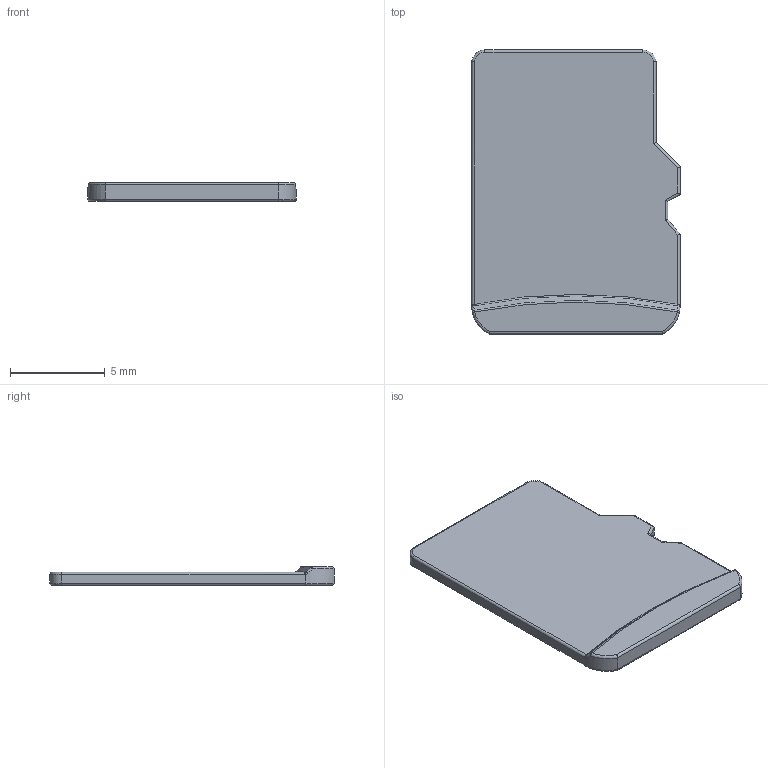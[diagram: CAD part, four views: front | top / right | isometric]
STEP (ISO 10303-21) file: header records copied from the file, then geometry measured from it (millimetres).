
FILE_DESCRIPTION(/* description */ (''),/* implementation_level */ '2;1');
FILE_NAME(/* name */ 'MicroSD-Card.step',/* time_stamp */ '2023-04-27T19:03:02-07:00',/* author */ (''),/* organization */ (''),/* preprocessor_version */ 'ST-DEVELOPER v19.2',/* originating_system */ 'Autodesk Translation Framework v12.4.0.73',/* authorisation */ '');
FILE_SCHEMA (('AUTOMOTIVE_DESIGN { 1 0 10303 214 3 1 1 }'));
Length unit declared in the file: millimetre
Products named in the file (1): MicroSD-Card
Bounding box: 11.01 x 15 x 1 mm (x, y, z)
Volume: 114.3 mm3; surface area: 346.8 mm2
Topology: 1 solids, 1 shells, 56 faces, 127 edges, 73 vertices
Faces by surface type: cylinder 24, plane 13, torus 10, bspline 6, sphere 2, cone 1
Entity records: 1911 total; most frequent: CARTESIAN_POINT 626, DIRECTION 276, ORIENTED_EDGE 254, EDGE_CURVE 127, AXIS2_PLACEMENT_3D 110, VERTEX_POINT 73, LINE 56, VECTOR 56
